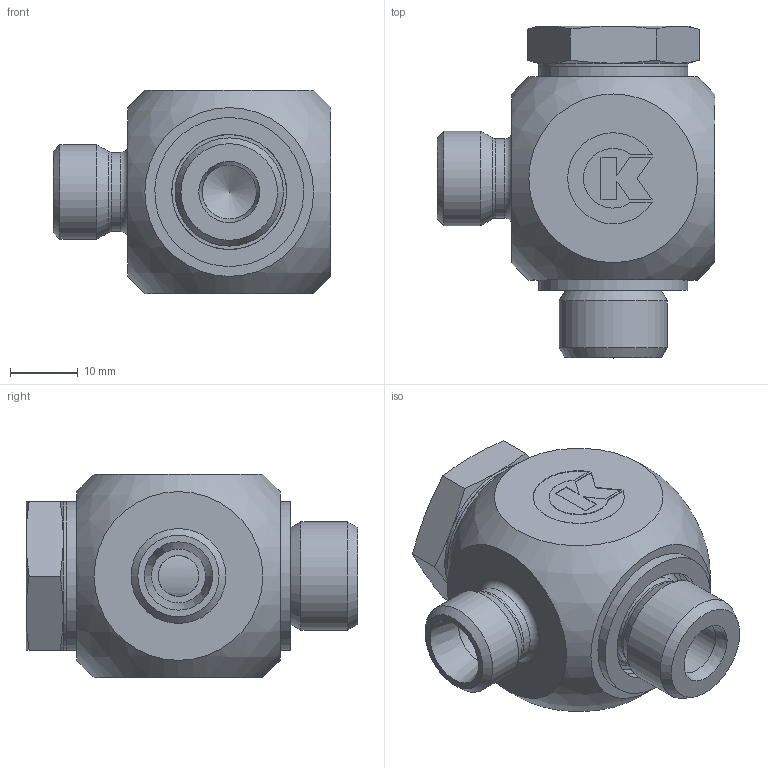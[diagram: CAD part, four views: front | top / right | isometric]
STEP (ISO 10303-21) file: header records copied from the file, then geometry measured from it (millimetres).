
FILE_DESCRIPTION((''),'2;1');
FILE_NAME('80701608.stp','2014-10-24T16:16:14',(''),('KNOMI spol. s r. o.'),'Autodesk Inventor 2012','Autodesk Inventor 2012','');
FILE_SCHEMA(('AUTOMOTIVE_DESIGN { 1 2 10303 214 0 1 1 1 }'));
Length unit declared in the file: millimetre
Products named in the file (4): SP2  8LM16  M16/M14; 74703908; 70900816; 73221715
Assembly tree (4 placements, depth 2):
  SP2  8LM16  M16/M14
    74703908
    70900816
    73221715  x2
Bounding box: 41 x 49 x 30 mm (x, y, z)
Volume: 24401.8 mm3; surface area: 12574.5 mm2
Topology: 4 solids, 4 shells, 131 faces, 315 edges, 205 vertices
Faces by surface type: plane 69, cone 31, cylinder 26, torus 4, sphere 1
Full cylindrical faces by diameter (mm): 4.5 x4, 6 x1, 8 x2, 11.7 x1, 13.7 x1, 14 x1, 16 x1, 16.96 x1, 17 x4, 22 x4
Entity records: 3937 total; most frequent: CARTESIAN_POINT 977, DIRECTION 551, ORIENTED_EDGE 524, EDGE_CURVE 262, AXIS2_PLACEMENT_3D 211, VERTEX_POINT 187, EDGE_LOOP 187, STYLED_ITEM 130
